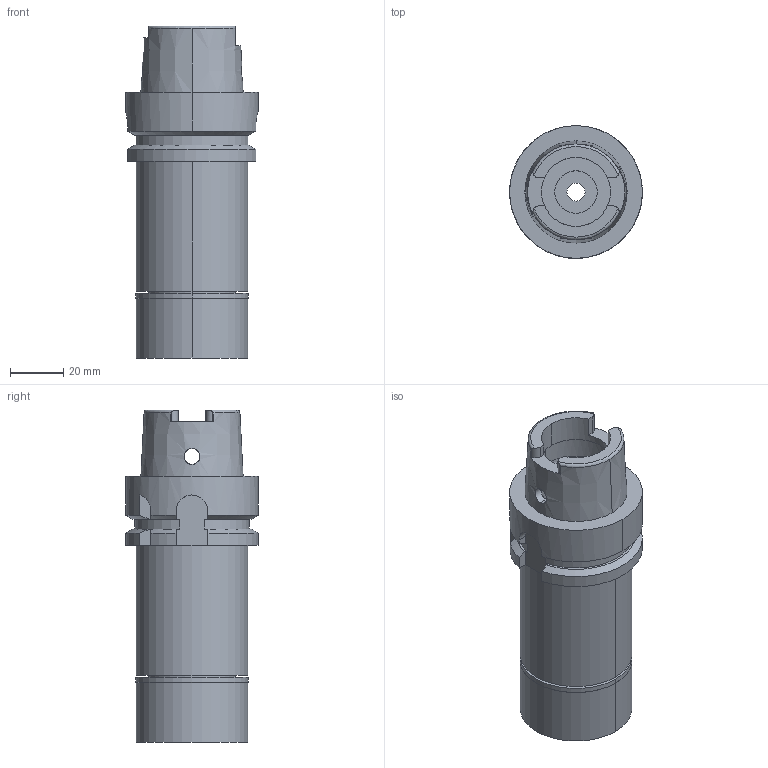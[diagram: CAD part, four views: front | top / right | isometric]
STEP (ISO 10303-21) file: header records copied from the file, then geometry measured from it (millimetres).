
FILE_DESCRIPTION (( 'STEP AP203' ), '1' );
FILE_NAME ('HSK-A50-MEGA13E-100.stp', '2019-07-02T19:20:03', ( '' ), ( '' ), 'SwSTEP 2.0', 'SolidWorks 2019', '' );
FILE_SCHEMA (( 'CONFIG_CONTROL_DESIGN' ));
Length unit declared in the file: millimetre
Products named in the file (7): DXF_TEMP_ASSY_ASM_4_ASM.stp; HSK-A50-MEGA13E-100; HSK-A50-MEGA13E-100-120.stp; HA50ME13100-120_ASM.stp; HSK-A50-MEGA13E-100-120-FreeParts; MEN13_1.stp; HSK-A50-MEGA13E-100_1.stp
Assembly tree (5 placements, depth 5):
  HSK-A50-MEGA13E-100
    HSK-A50-MEGA13E-100-120.stp
      HA50ME13100-120_ASM.stp
        DXF_TEMP_ASSY_ASM_4_ASM.stp
          HSK-A50-MEGA13E-100_1.stp
          MEN13_1.stp
  HSK-A50-MEGA13E-100-120-FreeParts
Bounding box: 50 x 50 x 125 mm (x, y, z)
Volume: 134593 mm3; surface area: 34450.1 mm2
Topology: 2 solids, 2 shells, 125 faces, 316 edges, 202 vertices
Faces by surface type: cylinder 55, plane 46, cone 20, torus 4
Entity records: 5443 total; most frequent: CARTESIAN_POINT 1681, DIRECTION 674, ORIENTED_EDGE 632, EDGE_CURVE 316, AXIS2_PLACEMENT_3D 268, VERTEX_POINT 202, EDGE_LOOP 140, VECTOR 138
